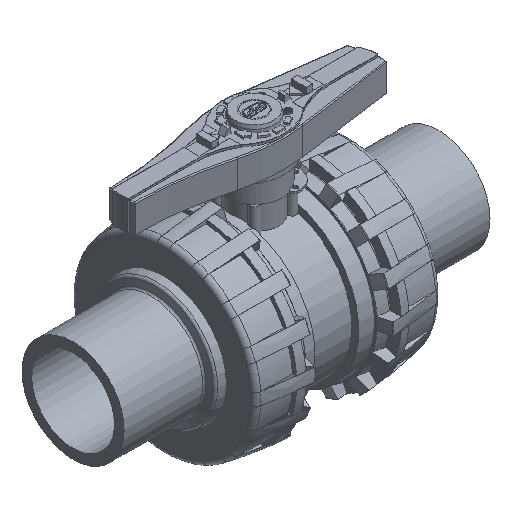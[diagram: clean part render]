
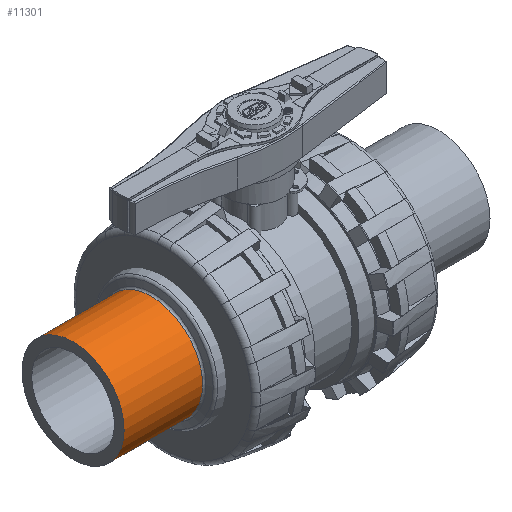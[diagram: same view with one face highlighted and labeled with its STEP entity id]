
A CAD part, isometric view. The second image highlights one B-rep face of the part: STEP entity #11301.
In plain terms, the highlighted cylindrical face has radius 55 mm (diameter 110 mm), a full revolution.
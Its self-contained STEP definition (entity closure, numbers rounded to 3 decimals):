
#527=FACE_BOUND($,#3724,.T.);
#2391=CYLINDRICAL_SURFACE($,#12359,55.);
#3020=FACE_OUTER_BOUND($,#3723,.T.);
#3723=EDGE_LOOP($,(#10393));
#3724=EDGE_LOOP($,(#10394));
#4201=CIRCLE($,#12358,55.);
#4202=CIRCLE($,#12360,55.);
#5323=VERTEX_POINT($,#24056);
#5324=VERTEX_POINT($,#24059);
#7015=EDGE_CURVE($,#5323,#5323,#4201,.T.);
#7016=EDGE_CURVE($,#5324,#5324,#4202,.T.);
#10393=ORIENTED_EDGE($,*,*,#7015,.T.);
#10394=ORIENTED_EDGE($,*,*,#7016,.F.);
#11301=ADVANCED_FACE($,(#3020,#527),#2391,.T.);
#12358=AXIS2_PLACEMENT_3D($,#24057,#15109,#15110);
#12359=AXIS2_PLACEMENT_3D($,#24058,#15111,#15112);
#12360=AXIS2_PLACEMENT_3D($,#24060,#15113,#15114);
#15109=DIRECTION('center_axis',(1.,0.,0.));
#15110=DIRECTION('ref_axis',(0.,1.,0.));
#15111=DIRECTION('center_axis',(1.,0.,0.));
#15112=DIRECTION('ref_axis',(0.,1.,0.));
#15113=DIRECTION('center_axis',(1.,0.,0.));
#15114=DIRECTION('ref_axis',(0.,1.,0.));
#24056=CARTESIAN_POINT('',(98.613,88.845,0.));
#24057=CARTESIAN_POINT('Origin',(98.613,143.845,0.));
#24058=CARTESIAN_POINT('Origin',(140.873,143.845,0.));
#24059=CARTESIAN_POINT('',(183.134,88.845,0.));
#24060=CARTESIAN_POINT('Origin',(183.134,143.845,0.));
